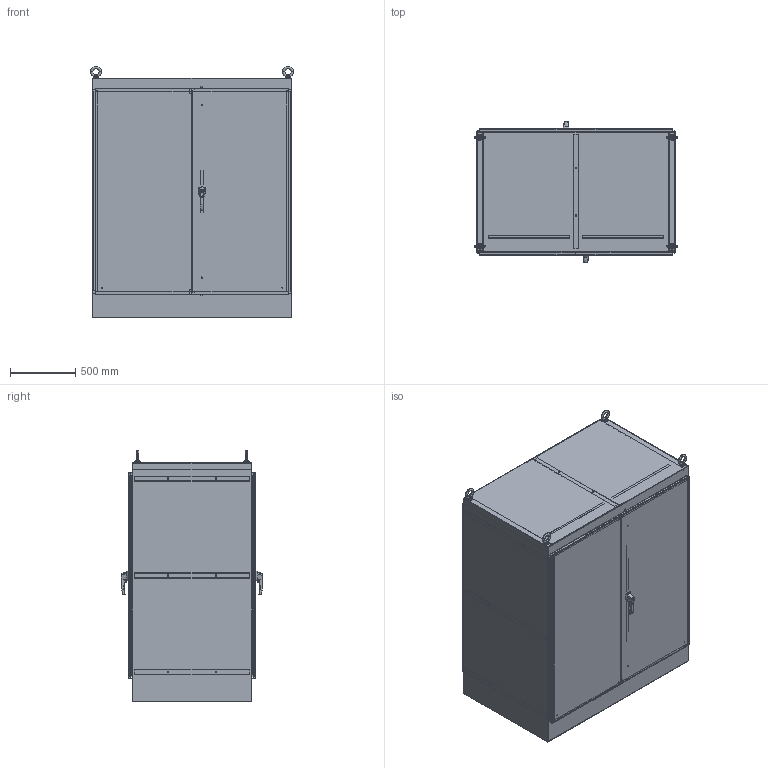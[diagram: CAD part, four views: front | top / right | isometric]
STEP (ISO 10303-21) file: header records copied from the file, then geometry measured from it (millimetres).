
FILE_DESCRIPTION (( 'STEP AP203' ), '1' );
FILE_NAME ('1418ZXD36_Default.step', '2019-11-04T12:03:12', ( '' ), ( '' ), 'SwSTEP 2.0', 'SolidWorks 2019', '' );
FILE_SCHEMA (( 'CONFIG_CONTROL_DESIGN' ));
Products named in the file (1): 1418ZXD36_Default
Bounding box: 1552.41 x 1082.4 x 1923.11 mm (x, y, z)
Volume: 36049769.4 mm3; surface area: 29277160.8 mm2
Topology: 118 solids, 118 shells, 4680 faces, 12546 edges, 8130 vertices
Faces by surface type: cylinder 2264, plane 2090, bspline 154, cone 140, torus 32
Entity records: 170923 total; most frequent: CARTESIAN_POINT 51443, DIRECTION 25426, ORIENTED_EDGE 25052, EDGE_CURVE 12526, AXIS2_PLACEMENT_3D 9195, VERTEX_POINT 8130, VECTOR 7036, LINE 7036
